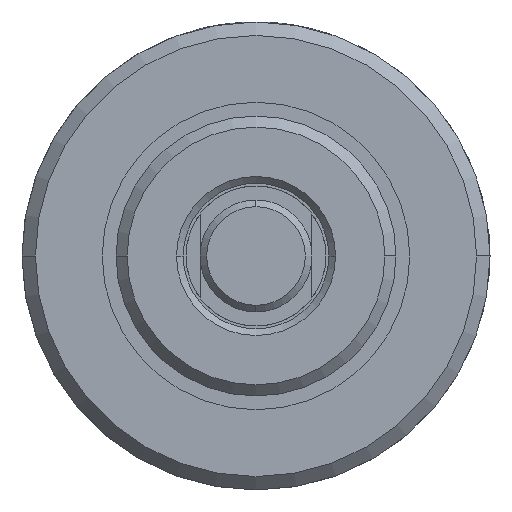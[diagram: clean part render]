
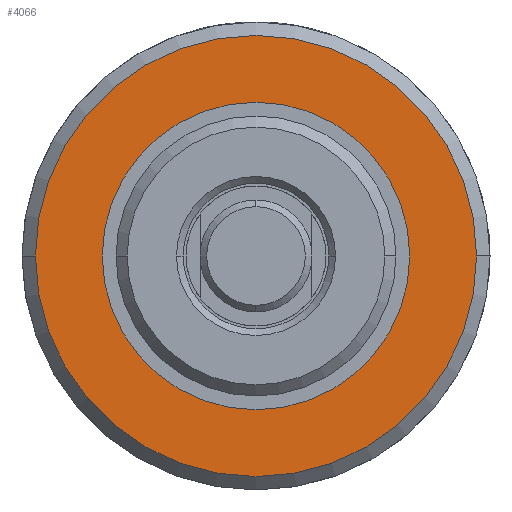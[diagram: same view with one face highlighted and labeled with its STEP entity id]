
A CAD part, left-side view. The second image highlights one B-rep face of the part: STEP entity #4066.
In plain terms, the highlighted planar face has unit normal (-1, 0, 0).
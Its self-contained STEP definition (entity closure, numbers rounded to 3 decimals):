
#124 = CARTESIAN_POINT ( 'NONE',  ( 20.574, 0., 0. ) ) ;
#135 = DIRECTION ( 'NONE',  ( 0., 0., -1. ) ) ;
#169 = CARTESIAN_POINT ( 'NONE',  ( 20.574, 0., 0. ) ) ;
#560 = CIRCLE ( 'NONE', #5107, 17.437 ) ;
#592 = PLANE ( 'NONE',  #5324 ) ;
#865 = ORIENTED_EDGE ( 'NONE', *, *, #5058, .F. ) ;
#873 = EDGE_CURVE ( 'NONE', #5447, #3116, #560, .T. ) ;
#984 = DIRECTION ( 'NONE',  ( 1., 0., 0. ) ) ;
#1140 = ORIENTED_EDGE ( 'NONE', *, *, #3135, .T. ) ;
#1506 = CARTESIAN_POINT ( 'NONE',  ( 20.574, 0., 17.437 ) ) ;
#1580 = CIRCLE ( 'NONE', #4702, 25.019 ) ;
#1678 = CIRCLE ( 'NONE', #4987, 25.019 ) ;
#1763 = CARTESIAN_POINT ( 'NONE',  ( 20.574, 0., -17.437 ) ) ;
#1812 = AXIS2_PLACEMENT_3D ( 'NONE', #2245, #3933, #3963 ) ;
#1869 = FACE_BOUND ( 'NONE', #2328, .T. ) ;
#2097 = CARTESIAN_POINT ( 'NONE',  ( 20.574, 0., 0. ) ) ;
#2129 = DIRECTION ( 'NONE',  ( 0., 0., -1. ) ) ;
#2159 = ORIENTED_EDGE ( 'NONE', *, *, #873, .T. ) ;
#2245 = CARTESIAN_POINT ( 'NONE',  ( 20.574, 0., 0. ) ) ;
#2328 = EDGE_LOOP ( 'NONE', ( #2159, #1140 ) ) ;
#2564 = EDGE_CURVE ( 'NONE', #4231, #3970, #1678, .T. ) ;
#2679 = DIRECTION ( 'NONE',  ( 0., 0., -1. ) ) ;
#2986 = CARTESIAN_POINT ( 'NONE',  ( 20.574, 0., -25.019 ) ) ;
#3081 = DIRECTION ( 'NONE',  ( 1., 0., 0. ) ) ;
#3116 = VERTEX_POINT ( 'NONE', #1506 ) ;
#3135 = EDGE_CURVE ( 'NONE', #3116, #5447, #4227, .T. ) ;
#3579 = FACE_OUTER_BOUND ( 'NONE', #4869, .T. ) ;
#3580 = ORIENTED_EDGE ( 'NONE', *, *, #2564, .F. ) ;
#3592 = CARTESIAN_POINT ( 'NONE',  ( 20.574, 0., 0. ) ) ;
#3620 = DIRECTION ( 'NONE',  ( 1., 0., 0. ) ) ;
#3664 = CARTESIAN_POINT ( 'NONE',  ( 20.574, 0., 25.019 ) ) ;
#3933 = DIRECTION ( 'NONE',  ( 1., 0., 0. ) ) ;
#3963 = DIRECTION ( 'NONE',  ( 0., 0., -1. ) ) ;
#3970 = VERTEX_POINT ( 'NONE', #2986 ) ;
#4066 = ADVANCED_FACE ( 'NONE', ( #3579, #1869 ), #592, .F. ) ;
#4227 = CIRCLE ( 'NONE', #1812, 17.437 ) ;
#4231 = VERTEX_POINT ( 'NONE', #3664 ) ;
#4702 = AXIS2_PLACEMENT_3D ( 'NONE', #124, #3081, #4740 ) ;
#4740 = DIRECTION ( 'NONE',  ( 0., 0., -1. ) ) ;
#4869 = EDGE_LOOP ( 'NONE', ( #3580, #865 ) ) ;
#4987 = AXIS2_PLACEMENT_3D ( 'NONE', #3592, #3620, #2679 ) ;
#5058 = EDGE_CURVE ( 'NONE', #3970, #4231, #1580, .T. ) ;
#5103 = DIRECTION ( 'NONE',  ( 1., 0., 0. ) ) ;
#5107 = AXIS2_PLACEMENT_3D ( 'NONE', #2097, #5103, #2129 ) ;
#5324 = AXIS2_PLACEMENT_3D ( 'NONE', #169, #984, #135 ) ;
#5447 = VERTEX_POINT ( 'NONE', #1763 ) ;
